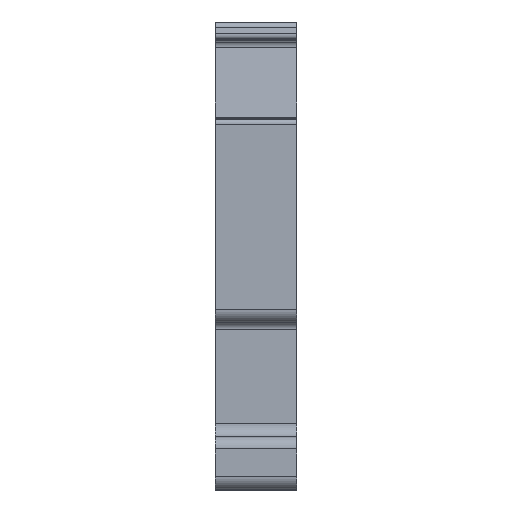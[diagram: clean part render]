
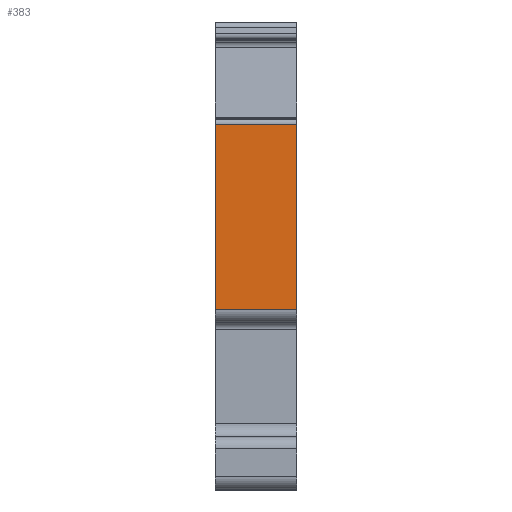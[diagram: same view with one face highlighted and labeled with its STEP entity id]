
A CAD part, left-side view. The second image highlights one B-rep face of the part: STEP entity #383.
In plain terms, the highlighted planar face has unit normal (-1, 0, 0).
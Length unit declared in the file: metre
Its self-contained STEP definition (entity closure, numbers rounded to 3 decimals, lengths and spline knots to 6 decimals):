
#383 = ADVANCED_FACE( 'NONE', ( #987 ), #988, .T. );
#987 = FACE_OUTER_BOUND( '', #1816, .T. );
#988 = PLANE( '', #1817 );
#1816 = EDGE_LOOP( '', ( #2904, #2905, #2906, #2907 ) );
#1817 = AXIS2_PLACEMENT_3D( '', #2908, #2909, #2910 );
#2904 = ORIENTED_EDGE( '', *, *, #5399, .F. );
#2905 = ORIENTED_EDGE( '', *, *, #5400, .F. );
#2906 = ORIENTED_EDGE( '', *, *, #5401, .T. );
#2907 = ORIENTED_EDGE( '', *, *, #5402, .T. );
#2908 = CARTESIAN_POINT( '', ( -0.02805, 0.00615, 0.0107 ) );
#2909 = DIRECTION( '', ( -1., 0., 0. ) );
#2910 = DIRECTION( '', ( 0., 0., 1. ) );
#5399 = EDGE_CURVE( 'NONE', #6639, #6640, #6641, .T. );
#5400 = EDGE_CURVE( 'NONE', #6642, #6639, #6643, .T. );
#5401 = EDGE_CURVE( 'NONE', #6642, #6644, #6645, .T. );
#5402 = EDGE_CURVE( 'NONE', #6644, #6640, #6646, .T. );
#6639 = VERTEX_POINT( 'NONE', #8346 );
#6640 = VERTEX_POINT( 'NONE', #8347 );
#6641 = LINE( '', #8348, #8349 );
#6642 = VERTEX_POINT( 'NONE', #8350 );
#6643 = LINE( '', #8351, #8352 );
#6644 = VERTEX_POINT( 'NONE', #8353 );
#6645 = LINE( '', #8354, #8355 );
#6646 = LINE( '', #8356, #8357 );
#8346 = CARTESIAN_POINT( '', ( -0.02805, 0., 0.0107 ) );
#8347 = CARTESIAN_POINT( '', ( -0.02805, 0., -0.00325 ) );
#8348 = CARTESIAN_POINT( '', ( -0.02805, 0., -0.01445 ) );
#8349 = VECTOR( '', #10217, 1. );
#8350 = CARTESIAN_POINT( '', ( -0.02805, 0.00615, 0.0107 ) );
#8351 = CARTESIAN_POINT( '', ( -0.02805, 0.00615, 0.0107 ) );
#8352 = VECTOR( '', #10218, 1. );
#8353 = CARTESIAN_POINT( '', ( -0.02805, 0.00615, -0.00325 ) );
#8354 = CARTESIAN_POINT( '', ( -0.02805, 0.00615, 0.0107 ) );
#8355 = VECTOR( '', #10219, 1. );
#8356 = CARTESIAN_POINT( '', ( -0.02805, 0.00615, -0.00325 ) );
#8357 = VECTOR( '', #10220, 1. );
#10217 = DIRECTION( '', ( 0., 0., -1. ) );
#10218 = DIRECTION( '', ( 0., -1., 0. ) );
#10219 = DIRECTION( '', ( 0., 0., -1. ) );
#10220 = DIRECTION( '', ( 0., -1., 0. ) );
